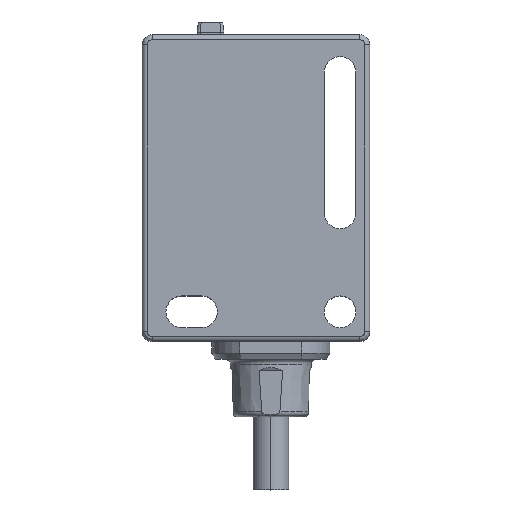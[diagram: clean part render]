
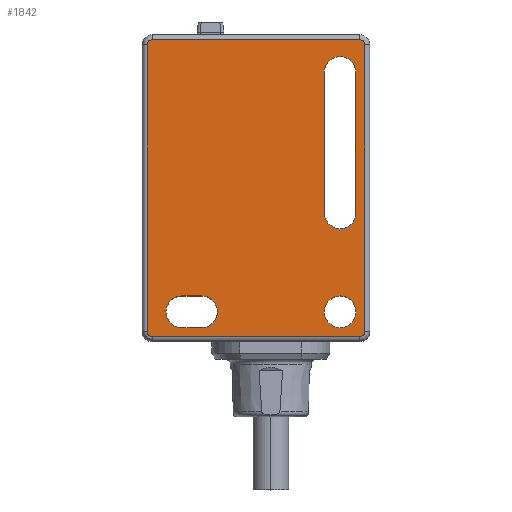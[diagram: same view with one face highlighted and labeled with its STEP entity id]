
A CAD part, top view. The second image highlights one B-rep face of the part: STEP entity #1842.
In plain terms, the highlighted planar face has unit normal (0, 0, 1).
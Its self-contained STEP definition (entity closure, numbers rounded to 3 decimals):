
#230=DIRECTION('',(1.,0.,0.));
#231=VECTOR('',#230,21.);
#232=CARTESIAN_POINT('',(-19.,-2.5,5.5));
#233=LINE('',#232,#231);
#375=CARTESIAN_POINT('',(2.,-2.,5.5));
#376=DIRECTION('',(0.,0.,-1.));
#377=DIRECTION('',(1.,0.,0.));
#378=AXIS2_PLACEMENT_3D('',#375,#376,#377);
#380=CARTESIAN_POINT('',(-19.,-2.,5.5));
#381=DIRECTION('',(0.,0.,-1.));
#382=DIRECTION('',(0.,-1.,0.));
#383=AXIS2_PLACEMENT_3D('',#380,#381,#382);
#385=CARTESIAN_POINT('',(-19.,27.,5.5));
#386=DIRECTION('',(0.,0.,-1.));
#387=DIRECTION('',(-1.,0.,0.));
#388=AXIS2_PLACEMENT_3D('',#385,#386,#387);
#390=CARTESIAN_POINT('',(2.,27.,5.5));
#391=DIRECTION('',(0.,0.,-1.));
#392=DIRECTION('',(0.,1.,0.));
#393=AXIS2_PLACEMENT_3D('',#390,#391,#392);
#395=CARTESIAN_POINT('',(0.,0.,5.5));
#396=DIRECTION('',(0.,0.,1.));
#397=DIRECTION('',(1.,0.,0.));
#398=AXIS2_PLACEMENT_3D('',#395,#396,#397);
#400=CARTESIAN_POINT('',(0.,0.,5.5));
#401=DIRECTION('',(0.,0.,1.));
#402=DIRECTION('',(-1.,0.,0.));
#403=AXIS2_PLACEMENT_3D('',#400,#401,#402);
#405=CARTESIAN_POINT('',(0.,24.2,5.5));
#406=DIRECTION('',(0.,0.,1.));
#407=DIRECTION('',(1.,0.,0.));
#408=AXIS2_PLACEMENT_3D('',#405,#406,#407);
#410=DIRECTION('',(0.,-1.,0.));
#411=VECTOR('',#410,14.2);
#412=CARTESIAN_POINT('',(-1.6,24.2,5.5));
#413=LINE('',#412,#411);
#414=CARTESIAN_POINT('',(0.,10.,5.5));
#415=DIRECTION('',(0.,0.,1.));
#416=DIRECTION('',(-1.,0.,0.));
#417=AXIS2_PLACEMENT_3D('',#414,#415,#416);
#419=DIRECTION('',(0.,1.,0.));
#420=VECTOR('',#419,14.2);
#421=CARTESIAN_POINT('',(1.6,10.,5.5));
#422=LINE('',#421,#420);
#423=CARTESIAN_POINT('',(-16.,0.,5.5));
#424=DIRECTION('',(0.,0.,1.));
#425=DIRECTION('',(0.,1.,0.));
#426=AXIS2_PLACEMENT_3D('',#423,#424,#425);
#428=CARTESIAN_POINT('',(-16.,0.,5.5));
#429=DIRECTION('',(0.,0.,1.));
#430=DIRECTION('',(-1.,0.,0.));
#431=AXIS2_PLACEMENT_3D('',#428,#429,#430);
#433=DIRECTION('',(1.,0.,0.));
#434=VECTOR('',#433,2.);
#435=CARTESIAN_POINT('',(-16.,-1.6,5.5));
#436=LINE('',#435,#434);
#437=CARTESIAN_POINT('',(-14.,0.,5.5));
#438=DIRECTION('',(0.,0.,1.));
#439=DIRECTION('',(0.,-1.,0.));
#440=AXIS2_PLACEMENT_3D('',#437,#438,#439);
#442=CARTESIAN_POINT('',(-14.,0.,5.5));
#443=DIRECTION('',(0.,0.,1.));
#444=DIRECTION('',(1.,0.,0.));
#445=AXIS2_PLACEMENT_3D('',#442,#443,#444);
#447=DIRECTION('',(-1.,0.,0.));
#448=VECTOR('',#447,2.);
#449=CARTESIAN_POINT('',(-14.,1.6,5.5));
#450=LINE('',#449,#448);
#455=DIRECTION('',(0.,1.,0.));
#456=VECTOR('',#455,29.);
#457=CARTESIAN_POINT('',(2.5,-2.,5.5));
#458=LINE('',#457,#456);
#478=DIRECTION('',(-1.,0.,0.));
#479=VECTOR('',#478,21.);
#480=CARTESIAN_POINT('',(2.,27.5,5.5));
#481=LINE('',#480,#479);
#501=DIRECTION('',(0.,-1.,0.));
#502=VECTOR('',#501,29.);
#503=CARTESIAN_POINT('',(-19.5,27.,5.5));
#504=LINE('',#503,#502);
#1039=CARTESIAN_POINT('',(-19.,-2.5,5.5));
#1040=VERTEX_POINT('',#1039);
#1041=CARTESIAN_POINT('',(2.,-2.5,5.5));
#1042=VERTEX_POINT('',#1041);
#1045=CARTESIAN_POINT('',(-19.5,-2.,5.5));
#1046=VERTEX_POINT('',#1045);
#1091=CARTESIAN_POINT('',(2.5,-2.,5.5));
#1092=VERTEX_POINT('',#1091);
#1093=CARTESIAN_POINT('',(2.5,27.,5.5));
#1094=VERTEX_POINT('',#1093);
#1095=CARTESIAN_POINT('',(-19.5,27.,5.5));
#1096=VERTEX_POINT('',#1095);
#1097=CARTESIAN_POINT('',(-19.,27.5,5.5));
#1098=VERTEX_POINT('',#1097);
#1099=CARTESIAN_POINT('',(2.,27.5,5.5));
#1100=VERTEX_POINT('',#1099);
#1101=CARTESIAN_POINT('',(1.6,0.,5.5));
#1102=CARTESIAN_POINT('',(-1.6,0.,5.5));
#1103=VERTEX_POINT('',#1101);
#1104=VERTEX_POINT('',#1102);
#1105=CARTESIAN_POINT('',(1.6,24.2,5.5));
#1106=CARTESIAN_POINT('',(-1.6,24.2,5.5));
#1107=VERTEX_POINT('',#1105);
#1108=VERTEX_POINT('',#1106);
#1109=CARTESIAN_POINT('',(-1.6,10.,5.5));
#1110=VERTEX_POINT('',#1109);
#1111=CARTESIAN_POINT('',(1.6,10.,5.5));
#1112=VERTEX_POINT('',#1111);
#1113=CARTESIAN_POINT('',(-16.,1.6,5.5));
#1114=CARTESIAN_POINT('',(-17.6,0.,5.5));
#1115=VERTEX_POINT('',#1113);
#1116=VERTEX_POINT('',#1114);
#1117=CARTESIAN_POINT('',(-16.,-1.6,5.5));
#1118=VERTEX_POINT('',#1117);
#1119=CARTESIAN_POINT('',(-14.,-1.6,5.5));
#1120=VERTEX_POINT('',#1119);
#1121=CARTESIAN_POINT('',(-12.4,0.,5.5));
#1122=VERTEX_POINT('',#1121);
#1123=CARTESIAN_POINT('',(-14.,1.6,5.5));
#1124=VERTEX_POINT('',#1123);
#1792=CARTESIAN_POINT('',(-20.,28.,5.5));
#1793=DIRECTION('',(0.,0.,1.));
#1794=DIRECTION('',(1.,0.,0.));
#1795=AXIS2_PLACEMENT_3D('',#1792,#1793,#1794);
#1796=PLANE('',#1795);
#1798=ORIENTED_EDGE('',*,*,#1797,.F.);
#1799=ORIENTED_EDGE('',*,*,#1778,.T.);
#1800=ORIENTED_EDGE('',*,*,#1477,.F.);
#1801=ORIENTED_EDGE('',*,*,#1512,.T.);
#1803=ORIENTED_EDGE('',*,*,#1802,.F.);
#1805=ORIENTED_EDGE('',*,*,#1804,.T.);
#1807=ORIENTED_EDGE('',*,*,#1806,.F.);
#1809=ORIENTED_EDGE('',*,*,#1808,.T.);
#1810=EDGE_LOOP('',(#1798,#1799,#1800,#1801,#1803,#1805,#1807,#1809));
#1811=FACE_OUTER_BOUND('',#1810,.F.);
#1813=ORIENTED_EDGE('',*,*,#1812,.T.);
#1815=ORIENTED_EDGE('',*,*,#1814,.T.);
#1816=EDGE_LOOP('',(#1813,#1815));
#1817=FACE_BOUND('',#1816,.F.);
#1819=ORIENTED_EDGE('',*,*,#1818,.T.);
#1821=ORIENTED_EDGE('',*,*,#1820,.T.);
#1823=ORIENTED_EDGE('',*,*,#1822,.T.);
#1825=ORIENTED_EDGE('',*,*,#1824,.T.);
#1826=EDGE_LOOP('',(#1819,#1821,#1823,#1825));
#1827=FACE_BOUND('',#1826,.F.);
#1829=ORIENTED_EDGE('',*,*,#1828,.T.);
#1831=ORIENTED_EDGE('',*,*,#1830,.T.);
#1833=ORIENTED_EDGE('',*,*,#1832,.T.);
#1835=ORIENTED_EDGE('',*,*,#1834,.T.);
#1837=ORIENTED_EDGE('',*,*,#1836,.T.);
#1839=ORIENTED_EDGE('',*,*,#1838,.T.);
#1840=EDGE_LOOP('',(#1829,#1831,#1833,#1835,#1837,#1839));
#1841=FACE_BOUND('',#1840,.F.);
#1842=ADVANCED_FACE('',(#1811,#1817,#1827,#1841),#1796,.T.);
#379=CIRCLE('',#378,0.5);
#384=CIRCLE('',#383,0.5);
#389=CIRCLE('',#388,0.5);
#394=CIRCLE('',#393,0.5);
#399=CIRCLE('',#398,1.6);
#404=CIRCLE('',#403,1.6);
#409=CIRCLE('',#408,1.6);
#418=CIRCLE('',#417,1.6);
#427=CIRCLE('',#426,1.6);
#432=CIRCLE('',#431,1.6);
#441=CIRCLE('',#440,1.6);
#446=CIRCLE('',#445,1.6);
#1477=EDGE_CURVE('',#1040,#1042,#233,.T.);
#1512=EDGE_CURVE('',#1040,#1046,#384,.T.);
#1778=EDGE_CURVE('',#1092,#1042,#379,.T.);
#1797=EDGE_CURVE('',#1092,#1094,#458,.T.);
#1802=EDGE_CURVE('',#1096,#1046,#504,.T.);
#1804=EDGE_CURVE('',#1096,#1098,#389,.T.);
#1806=EDGE_CURVE('',#1100,#1098,#481,.T.);
#1808=EDGE_CURVE('',#1100,#1094,#394,.T.);
#1812=EDGE_CURVE('',#1103,#1104,#399,.T.);
#1814=EDGE_CURVE('',#1104,#1103,#404,.T.);
#1818=EDGE_CURVE('',#1107,#1108,#409,.T.);
#1820=EDGE_CURVE('',#1108,#1110,#413,.T.);
#1822=EDGE_CURVE('',#1110,#1112,#418,.T.);
#1824=EDGE_CURVE('',#1112,#1107,#422,.T.);
#1828=EDGE_CURVE('',#1115,#1116,#427,.T.);
#1830=EDGE_CURVE('',#1116,#1118,#432,.T.);
#1832=EDGE_CURVE('',#1118,#1120,#436,.T.);
#1834=EDGE_CURVE('',#1120,#1122,#441,.T.);
#1836=EDGE_CURVE('',#1122,#1124,#446,.T.);
#1838=EDGE_CURVE('',#1124,#1115,#450,.T.);
